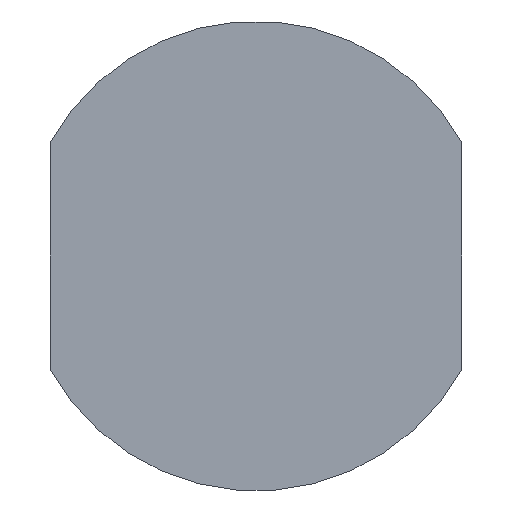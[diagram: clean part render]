
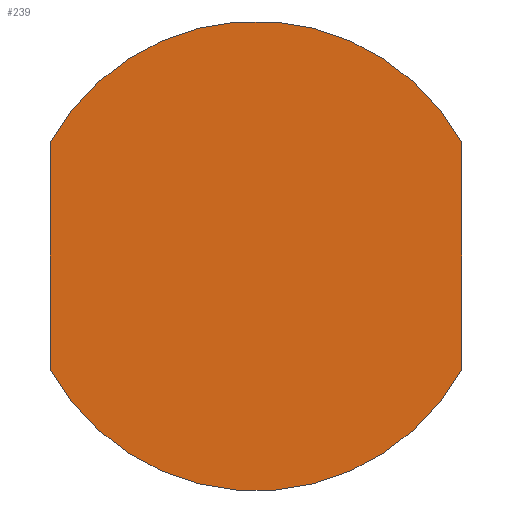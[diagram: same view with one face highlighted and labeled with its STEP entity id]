
A CAD part, front view. The second image highlights one B-rep face of the part: STEP entity #239.
In plain terms, the highlighted planar face has unit normal (0, -1, 0).
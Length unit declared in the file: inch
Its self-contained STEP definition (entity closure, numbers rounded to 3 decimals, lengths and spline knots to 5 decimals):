
#23=PLANE('',#260);
#33=FACE_OUTER_BOUND('',#47,.T.);
#47=EDGE_LOOP('',(#182,#183,#184,#185));
#66=LINE('',#375,#86);
#69=LINE('',#386,#89);
#86=VECTOR('',#298,0.17118);
#89=VECTOR('',#311,0.17118);
#101=CIRCLE('',#258,0.1775);
#103=CIRCLE('',#261,0.1775);
#119=VERTEX_POINT('',#372);
#120=VERTEX_POINT('',#374);
#121=VERTEX_POINT('',#378);
#123=VERTEX_POINT('',#384);
#142=EDGE_CURVE('',#120,#119,#66,.T.);
#144=EDGE_CURVE('',#121,#120,#101,.T.);
#147=EDGE_CURVE('',#119,#123,#103,.T.);
#148=EDGE_CURVE('',#123,#121,#69,.T.);
#182=ORIENTED_EDGE('',*,*,#147,.T.);
#183=ORIENTED_EDGE('',*,*,#148,.T.);
#184=ORIENTED_EDGE('',*,*,#144,.T.);
#185=ORIENTED_EDGE('',*,*,#142,.T.);
#239=ADVANCED_FACE('',(#33),#23,.F.);
#258=AXIS2_PLACEMENT_3D('',#379,#302,#303);
#260=AXIS2_PLACEMENT_3D('',#383,#307,#308);
#261=AXIS2_PLACEMENT_3D('',#385,#309,#310);
#298=DIRECTION('',(0.,0.,1.));
#302=DIRECTION('center_axis',(0.,-1.,0.));
#303=DIRECTION('ref_axis',(0.,0.,-1.));
#307=DIRECTION('center_axis',(0.,1.,0.));
#308=DIRECTION('ref_axis',(0.,0.,1.));
#309=DIRECTION('center_axis',(0.,-1.,0.));
#310=DIRECTION('ref_axis',(0.,0.,-1.));
#311=DIRECTION('',(0.,0.,-1.));
#372=CARTESIAN_POINT('',(0.1555,0.,0.08559));
#374=CARTESIAN_POINT('',(0.1555,0.,-0.08559));
#375=CARTESIAN_POINT('',(0.1555,0.,-0.1775));
#378=CARTESIAN_POINT('',(-0.1555,0.,-0.08559));
#379=CARTESIAN_POINT('Origin',(0.,0.,0.));
#383=CARTESIAN_POINT('Origin',(0.,0.,-0.1775));
#384=CARTESIAN_POINT('',(-0.1555,0.,0.08559));
#385=CARTESIAN_POINT('Origin',(0.,0.,0.));
#386=CARTESIAN_POINT('',(-0.1555,0.,-0.1775));
